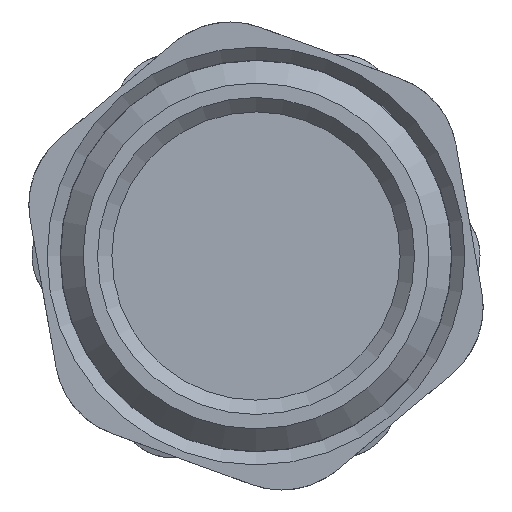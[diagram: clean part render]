
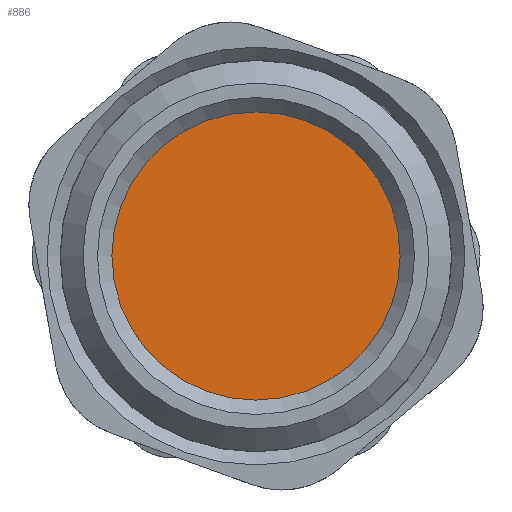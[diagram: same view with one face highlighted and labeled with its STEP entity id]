
A CAD part, front view. The second image highlights one B-rep face of the part: STEP entity #886.
In plain terms, the highlighted planar face has unit normal (0, -1, 0).
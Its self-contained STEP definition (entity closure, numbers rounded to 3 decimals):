
#195=FACE_OUTER_BOUND('',#252,.T.);
#252=EDGE_LOOP('',(#590));
#315=CIRCLE('',#968,5.);
#363=VERTEX_POINT('',#1333);
#452=EDGE_CURVE('',#363,#363,#315,.T.);
#590=ORIENTED_EDGE('',*,*,#452,.T.);
#866=PLANE('',#967);
#886=ADVANCED_FACE('',(#195),#866,.F.);
#967=AXIS2_PLACEMENT_3D('',#1332,#1076,#1077);
#968=AXIS2_PLACEMENT_3D('',#1334,#1078,#1079);
#1076=DIRECTION('center_axis',(0.,1.,0.));
#1077=DIRECTION('ref_axis',(0.,0.,1.));
#1078=DIRECTION('center_axis',(0.,-1.,0.));
#1079=DIRECTION('ref_axis',(-0.642,0.,0.767));
#1332=CARTESIAN_POINT('Origin',(0.,4.214,0.));
#1333=CARTESIAN_POINT('',(3.208,4.214,-3.835));
#1334=CARTESIAN_POINT('Origin',(0.,4.214,0.));
